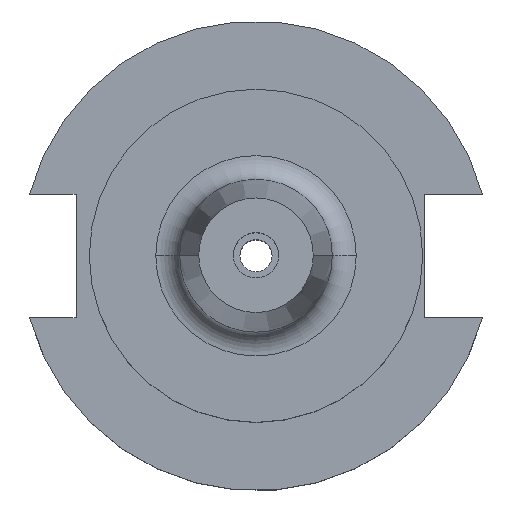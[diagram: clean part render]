
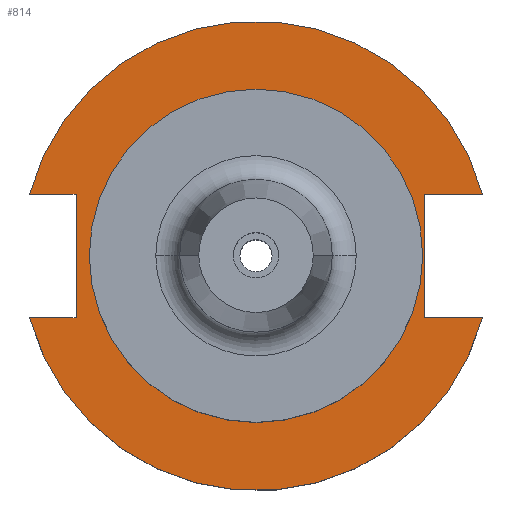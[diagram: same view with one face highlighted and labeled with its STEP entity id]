
A CAD part, top view. The second image highlights one B-rep face of the part: STEP entity #814.
In plain terms, the highlighted planar face has unit normal (0, 0, 1).
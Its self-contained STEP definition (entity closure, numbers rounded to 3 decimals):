
#51 = EDGE_CURVE ( 'NONE', #1715, #1240, #1045, .T. ) ;
#73 = LINE ( 'NONE', #241, #391 ) ;
#97 = AXIS2_PLACEMENT_3D ( 'NONE', #1618, #509, #1790 ) ;
#135 = DIRECTION ( 'NONE',  ( 0., 0., 1. ) ) ;
#143 = ORIENTED_EDGE ( 'NONE', *, *, #157, .F. ) ;
#150 = CIRCLE ( 'NONE', #1416, 49.212 ) ;
#153 = EDGE_CURVE ( 'NONE', #281, #791, #73, .T. ) ;
#157 = EDGE_CURVE ( 'NONE', #516, #281, #345, .T. ) ;
#177 = ORIENTED_EDGE ( 'NONE', *, *, #1502, .F. ) ;
#241 = CARTESIAN_POINT ( 'NONE',  ( 35.306, -12.954, 19.05 ) ) ;
#281 = VERTEX_POINT ( 'NONE', #655 ) ;
#301 = EDGE_CURVE ( 'NONE', #1049, #1671, #664, .T. ) ;
#326 = VERTEX_POINT ( 'NONE', #1063 ) ;
#337 = CARTESIAN_POINT ( 'NONE',  ( 0., 0., 19.05 ) ) ;
#339 = ORIENTED_EDGE ( 'NONE', *, *, #817, .T. ) ;
#345 = LINE ( 'NONE', #1230, #1803 ) ;
#359 = DIRECTION ( 'NONE',  ( 1., 0., 0. ) ) ;
#368 = DIRECTION ( 'NONE',  ( -1., 0., 0. ) ) ;
#390 = DIRECTION ( 'NONE',  ( 0., -1., 0. ) ) ;
#391 = VECTOR ( 'NONE', #359, 1000. ) ;
#433 = AXIS2_PLACEMENT_3D ( 'NONE', #1690, #1535, #549 ) ;
#452 = CARTESIAN_POINT ( 'NONE',  ( -37.719, 12.954, 19.05 ) ) ;
#465 = VECTOR ( 'NONE', #368, 1000. ) ;
#474 = ORIENTED_EDGE ( 'NONE', *, *, #153, .F. ) ;
#509 = DIRECTION ( 'NONE',  ( 0., 0., 1. ) ) ;
#516 = VERTEX_POINT ( 'NONE', #1640 ) ;
#540 = VERTEX_POINT ( 'NONE', #1777 ) ;
#543 = ORIENTED_EDGE ( 'NONE', *, *, #301, .F. ) ;
#546 = CARTESIAN_POINT ( 'NONE',  ( -63.719, 12.954, 19.05 ) ) ;
#549 = DIRECTION ( 'NONE',  ( 1., 0., 0. ) ) ;
#592 = PLANE ( 'NONE',  #758 ) ;
#606 = DIRECTION ( 'NONE',  ( -1., 0., 0. ) ) ;
#618 = EDGE_CURVE ( 'NONE', #1386, #540, #807, .T. ) ;
#646 = DIRECTION ( 'NONE',  ( 1., 0., 0. ) ) ;
#655 = CARTESIAN_POINT ( 'NONE',  ( 35.306, -12.954, 19.05 ) ) ;
#664 = LINE ( 'NONE', #1650, #1412 ) ;
#673 = ORIENTED_EDGE ( 'NONE', *, *, #618, .F. ) ;
#683 = FACE_BOUND ( 'NONE', #1067, .T. ) ;
#707 = CARTESIAN_POINT ( 'NONE',  ( -37.719, 12.954, 19.05 ) ) ;
#728 = DIRECTION ( 'NONE',  ( 0., 0., 1. ) ) ;
#734 = CIRCLE ( 'NONE', #433, 49.212 ) ;
#736 = CARTESIAN_POINT ( 'NONE',  ( -47.477, -12.954, 19.05 ) ) ;
#743 = DIRECTION ( 'NONE',  ( 0., 0., 1. ) ) ;
#758 = AXIS2_PLACEMENT_3D ( 'NONE', #873, #728, #646 ) ;
#791 = VERTEX_POINT ( 'NONE', #1053 ) ;
#807 = LINE ( 'NONE', #546, #465 ) ;
#814 = ADVANCED_FACE ( 'NONE', ( #683, #1054 ), #592, .T. ) ;
#817 = EDGE_CURVE ( 'NONE', #1049, #791, #150, .T. ) ;
#827 = VECTOR ( 'NONE', #1596, 1000. ) ;
#851 = CARTESIAN_POINT ( 'NONE',  ( -37.719, -12.954, 19.05 ) ) ;
#873 = CARTESIAN_POINT ( 'NONE',  ( 0., 49.212, 19.05 ) ) ;
#929 = DIRECTION ( 'NONE',  ( 1., 0., 0. ) ) ;
#943 = EDGE_LOOP ( 'NONE', ( #339, #474, #143, #1620, #1802, #673, #1401, #543 ) ) ;
#1016 = VECTOR ( 'NONE', #606, 1000. ) ;
#1031 = CARTESIAN_POINT ( 'NONE',  ( 35.306, 12.954, 19.05 ) ) ;
#1045 = CIRCLE ( 'NONE', #1270, 34.925 ) ;
#1049 = VERTEX_POINT ( 'NONE', #736 ) ;
#1053 = CARTESIAN_POINT ( 'NONE',  ( 47.477, -12.954, 19.05 ) ) ;
#1054 = FACE_OUTER_BOUND ( 'NONE', #943, .T. ) ;
#1063 = CARTESIAN_POINT ( 'NONE',  ( 47.477, 12.954, 19.05 ) ) ;
#1067 = EDGE_LOOP ( 'NONE', ( #1116, #177 ) ) ;
#1116 = ORIENTED_EDGE ( 'NONE', *, *, #51, .F. ) ;
#1208 = EDGE_CURVE ( 'NONE', #326, #540, #734, .T. ) ;
#1230 = CARTESIAN_POINT ( 'NONE',  ( 35.306, 12.954, 19.05 ) ) ;
#1240 = VERTEX_POINT ( 'NONE', #1822 ) ;
#1270 = AXIS2_PLACEMENT_3D ( 'NONE', #1652, #135, #1531 ) ;
#1332 = EDGE_CURVE ( 'NONE', #1671, #1386, #1810, .T. ) ;
#1366 = EDGE_CURVE ( 'NONE', #326, #516, #1594, .T. ) ;
#1376 = DIRECTION ( 'NONE',  ( 1., 0., 0. ) ) ;
#1386 = VERTEX_POINT ( 'NONE', #707 ) ;
#1401 = ORIENTED_EDGE ( 'NONE', *, *, #1332, .F. ) ;
#1412 = VECTOR ( 'NONE', #1376, 1000. ) ;
#1416 = AXIS2_PLACEMENT_3D ( 'NONE', #337, #743, #929 ) ;
#1502 = EDGE_CURVE ( 'NONE', #1240, #1715, #1633, .T. ) ;
#1531 = DIRECTION ( 'NONE',  ( 1., 0., 0. ) ) ;
#1535 = DIRECTION ( 'NONE',  ( 0., 0., 1. ) ) ;
#1572 = CARTESIAN_POINT ( 'NONE',  ( 34.925, 0., 19.05 ) ) ;
#1594 = LINE ( 'NONE', #1031, #1016 ) ;
#1596 = DIRECTION ( 'NONE',  ( 0., 1., 0. ) ) ;
#1618 = CARTESIAN_POINT ( 'NONE',  ( 0., 0., 19.05 ) ) ;
#1620 = ORIENTED_EDGE ( 'NONE', *, *, #1366, .F. ) ;
#1633 = CIRCLE ( 'NONE', #97, 34.925 ) ;
#1640 = CARTESIAN_POINT ( 'NONE',  ( 35.306, 12.954, 19.05 ) ) ;
#1650 = CARTESIAN_POINT ( 'NONE',  ( -63.719, -12.954, 19.05 ) ) ;
#1652 = CARTESIAN_POINT ( 'NONE',  ( 0., 0., 19.05 ) ) ;
#1671 = VERTEX_POINT ( 'NONE', #851 ) ;
#1690 = CARTESIAN_POINT ( 'NONE',  ( 0., 0., 19.05 ) ) ;
#1715 = VERTEX_POINT ( 'NONE', #1572 ) ;
#1777 = CARTESIAN_POINT ( 'NONE',  ( -47.477, 12.954, 19.05 ) ) ;
#1790 = DIRECTION ( 'NONE',  ( 1., 0., 0. ) ) ;
#1802 = ORIENTED_EDGE ( 'NONE', *, *, #1208, .T. ) ;
#1803 = VECTOR ( 'NONE', #390, 1000. ) ;
#1810 = LINE ( 'NONE', #452, #827 ) ;
#1822 = CARTESIAN_POINT ( 'NONE',  ( -34.925, 0., 19.05 ) ) ;
